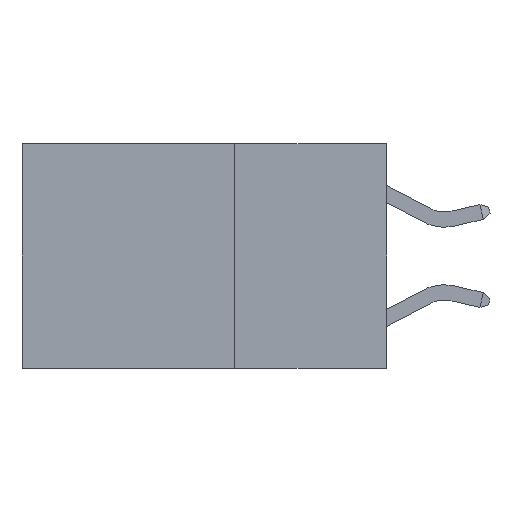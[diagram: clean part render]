
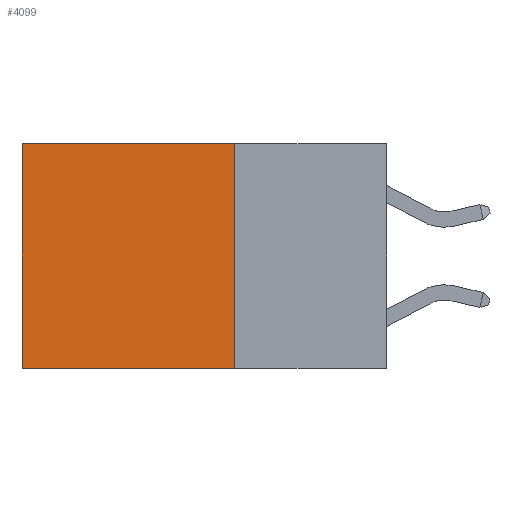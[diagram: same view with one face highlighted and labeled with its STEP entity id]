
A CAD part, left-side view. The second image highlights one B-rep face of the part: STEP entity #4099.
In plain terms, the highlighted planar face has unit normal (-1, 0, 0).
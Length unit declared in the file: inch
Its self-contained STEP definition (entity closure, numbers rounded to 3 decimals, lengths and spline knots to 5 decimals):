
#685 = VERTEX_POINT ( 'NONE', #2067 ) ;
#740 = EDGE_CURVE ( 'NONE', #2571, #6365, #11828, .T. ) ;
#917 = CARTESIAN_POINT ( 'NONE',  ( 0.2625, 0.25, 0. ) ) ;
#1925 = CARTESIAN_POINT ( 'NONE',  ( 0.2625, 0.6, 0. ) ) ;
#2067 = CARTESIAN_POINT ( 'NONE',  ( 0.2625, 0.25, 0. ) ) ;
#2236 = DIRECTION ( 'NONE',  ( 0., 1., 0. ) ) ;
#2571 = VERTEX_POINT ( 'NONE', #6780 ) ;
#3288 = CARTESIAN_POINT ( 'NONE',  ( 0.2625, 0.25, -0.37 ) ) ;
#4099 = ADVANCED_FACE ( 'NONE', ( #8337 ), #9087, .F. ) ;
#4419 = VERTEX_POINT ( 'NONE', #1925 ) ;
#5076 = DIRECTION ( 'NONE',  ( 1., 0., 0. ) ) ;
#5615 = CARTESIAN_POINT ( 'NONE',  ( 0.2625, 0.25, 0. ) ) ;
#5742 = VECTOR ( 'NONE', #6603, 39.37008 ) ;
#6365 = VERTEX_POINT ( 'NONE', #12125 ) ;
#6472 = AXIS2_PLACEMENT_3D ( 'NONE', #11163, #5076, #12182 ) ;
#6603 = DIRECTION ( 'NONE',  ( 0., 1., 0. ) ) ;
#6780 = CARTESIAN_POINT ( 'NONE',  ( 0.2625, 0.25, -0.37 ) ) ;
#6943 = EDGE_CURVE ( 'NONE', #685, #2571, #8267, .T. ) ;
#7451 = EDGE_CURVE ( 'NONE', #685, #4419, #11153, .T. ) ;
#8010 = VECTOR ( 'NONE', #11675, 39.37008 ) ;
#8267 = LINE ( 'NONE', #917, #10676 ) ;
#8337 = FACE_OUTER_BOUND ( 'NONE', #9416, .T. ) ;
#9045 = DIRECTION ( 'NONE',  ( 0., 0., -1. ) ) ;
#9069 = VECTOR ( 'NONE', #2236, 39.37008 ) ;
#9087 = PLANE ( 'NONE',  #6472 ) ;
#9416 = EDGE_LOOP ( 'NONE', ( #10327, #10706, #10724, #10751 ) ) ;
#10327 = ORIENTED_EDGE ( 'NONE', *, *, #10474, .T. ) ;
#10474 = EDGE_CURVE ( 'NONE', #4419, #6365, #11070, .T. ) ;
#10676 = VECTOR ( 'NONE', #9045, 39.37008 ) ;
#10706 = ORIENTED_EDGE ( 'NONE', *, *, #740, .F. ) ;
#10724 = ORIENTED_EDGE ( 'NONE', *, *, #6943, .F. ) ;
#10751 = ORIENTED_EDGE ( 'NONE', *, *, #7451, .T. ) ;
#11070 = LINE ( 'NONE', #12665, #8010 ) ;
#11153 = LINE ( 'NONE', #5615, #5742 ) ;
#11163 = CARTESIAN_POINT ( 'NONE',  ( 0.2625, 0.25, 0. ) ) ;
#11675 = DIRECTION ( 'NONE',  ( 0., 0., -1. ) ) ;
#11828 = LINE ( 'NONE', #3288, #9069 ) ;
#12125 = CARTESIAN_POINT ( 'NONE',  ( 0.2625, 0.6, -0.37 ) ) ;
#12182 = DIRECTION ( 'NONE',  ( 0., 0., -1. ) ) ;
#12665 = CARTESIAN_POINT ( 'NONE',  ( 0.2625, 0.6, 0. ) ) ;
